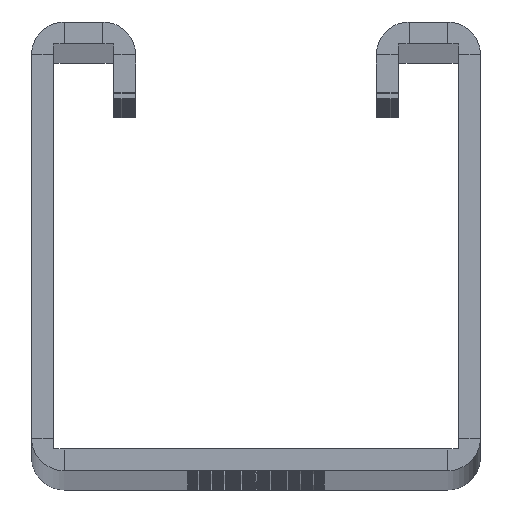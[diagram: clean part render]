
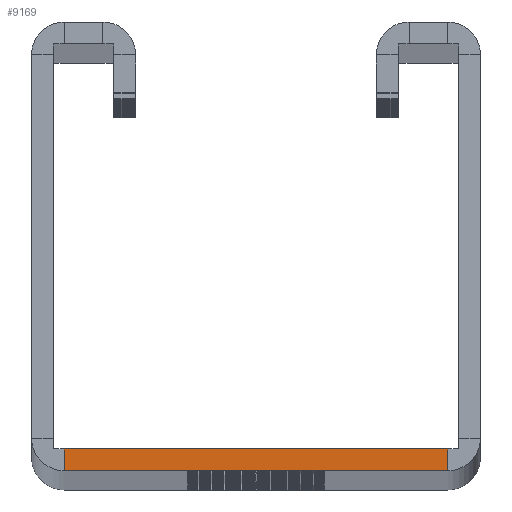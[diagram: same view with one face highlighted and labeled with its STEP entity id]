
A CAD part, top view. The second image highlights one B-rep face of the part: STEP entity #9169.
In plain terms, the highlighted planar face has unit normal (0, 0, 1).
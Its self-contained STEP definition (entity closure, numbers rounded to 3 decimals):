
#141 = VECTOR ( 'NONE', #53805, 1000. ) ;
#1135 = CARTESIAN_POINT ( 'NONE',  ( 0., 0., 0. ) ) ;
#4678 = LINE ( 'NONE', #53199, #141 ) ;
#4983 = LINE ( 'NONE', #48211, #22330 ) ;
#7620 = VERTEX_POINT ( 'NONE', #31062 ) ;
#9169 = ADVANCED_FACE ( 'NONE', ( #54165 ), #39916, .T. ) ;
#10962 = EDGE_CURVE ( 'NONE', #7620, #26057, #61407, .T. ) ;
#12223 = DIRECTION ( 'NONE',  ( -1., 0., 0. ) ) ;
#13969 = EDGE_LOOP ( 'NONE', ( #37401, #28035, #16306, #40990 ) ) ;
#16306 = ORIENTED_EDGE ( 'NONE', *, *, #41838, .F. ) ;
#17730 = CARTESIAN_POINT ( 'NONE',  ( -17.5, 0., 0. ) ) ;
#19391 = AXIS2_PLACEMENT_3D ( 'NONE', #30462, #58450, #34647 ) ;
#22330 = VECTOR ( 'NONE', #53033, 1000. ) ;
#26057 = VERTEX_POINT ( 'NONE', #59711 ) ;
#28035 = ORIENTED_EDGE ( 'NONE', *, *, #51815, .T. ) ;
#30462 = CARTESIAN_POINT ( 'NONE',  ( -14., 38., 0. ) ) ;
#31062 = CARTESIAN_POINT ( 'NONE',  ( 17.5, 2., 0. ) ) ;
#31515 = VERTEX_POINT ( 'NONE', #17730 ) ;
#33096 = LINE ( 'NONE', #1135, #45139 ) ;
#33842 = VERTEX_POINT ( 'NONE', #35243 ) ;
#34647 = DIRECTION ( 'NONE',  ( 1., 0., 0. ) ) ;
#35243 = CARTESIAN_POINT ( 'NONE',  ( 17.5, 0., 0. ) ) ;
#37401 = ORIENTED_EDGE ( 'NONE', *, *, #10962, .T. ) ;
#37493 = EDGE_CURVE ( 'NONE', #7620, #33842, #4983, .T. ) ;
#39916 = PLANE ( 'NONE',  #19391 ) ;
#40990 = ORIENTED_EDGE ( 'NONE', *, *, #37493, .F. ) ;
#41838 = EDGE_CURVE ( 'NONE', #33842, #31515, #33096, .T. ) ;
#45139 = VECTOR ( 'NONE', #58642, 1000. ) ;
#48211 = CARTESIAN_POINT ( 'NONE',  ( 17.5, 2., 0. ) ) ;
#50123 = VECTOR ( 'NONE', #12223, 1000. ) ;
#51815 = EDGE_CURVE ( 'NONE', #26057, #31515, #4678, .T. ) ;
#53033 = DIRECTION ( 'NONE',  ( 0., -1., 0. ) ) ;
#53199 = CARTESIAN_POINT ( 'NONE',  ( -17.5, 2., 0. ) ) ;
#53805 = DIRECTION ( 'NONE',  ( 0., -1., 0. ) ) ;
#54165 = FACE_OUTER_BOUND ( 'NONE', #13969, .T. ) ;
#58450 = DIRECTION ( 'NONE',  ( 0., 0., 1. ) ) ;
#58639 = CARTESIAN_POINT ( 'NONE',  ( 0., 2., 0. ) ) ;
#58642 = DIRECTION ( 'NONE',  ( -1., 0., 0. ) ) ;
#59711 = CARTESIAN_POINT ( 'NONE',  ( -17.5, 2., 0. ) ) ;
#61407 = LINE ( 'NONE', #58639, #50123 ) ;
